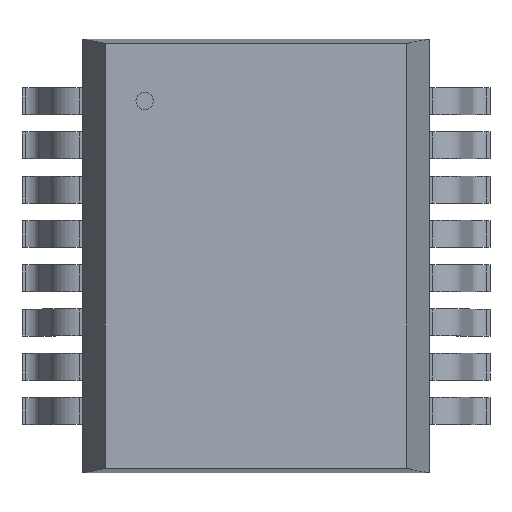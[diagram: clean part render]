
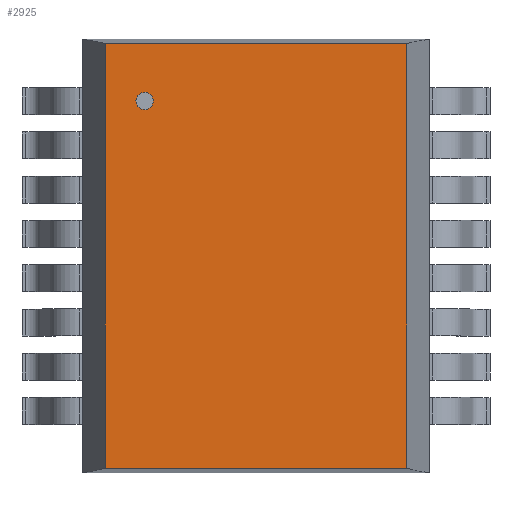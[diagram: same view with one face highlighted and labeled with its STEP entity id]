
A CAD part, top view. The second image highlights one B-rep face of the part: STEP entity #2925.
In plain terms, the highlighted planar face has unit normal (0, 0, 1).
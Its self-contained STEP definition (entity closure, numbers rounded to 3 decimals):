
#2925 = ADVANCED_FACE('',(#2926),#2940,.T.);
#2926 = FACE_BOUND('',#2927,.T.);
#2927 = EDGE_LOOP('',(#2928,#2963,#2991,#3019));
#2928 = ORIENTED_EDGE('',*,*,#2929,.F.);
#2929 = EDGE_CURVE('',#2930,#2932,#2934,.T.);
#2930 = VERTEX_POINT('',#2931);
#2931 = CARTESIAN_POINT('',(1.702,-2.4,1.702));
#2932 = VERTEX_POINT('',#2933);
#2933 = CARTESIAN_POINT('',(-1.702,-2.4,1.702));
#2934 = SURFACE_CURVE('',#2935,(#2939,#2951),.PCURVE_S1.);
#2935 = LINE('',#2936,#2937);
#2936 = CARTESIAN_POINT('',(1.702,-2.4,1.702));
#2937 = VECTOR('',#2938,1.);
#2938 = DIRECTION('',(-1.,0.,0.));
#2939 = PCURVE('',#2940,#2945);
#2940 = PLANE('',#2941);
#2941 = AXIS2_PLACEMENT_3D('',#2942,#2943,#2944);
#2942 = CARTESIAN_POINT('',(-1.702,-2.4,1.702));
#2943 = DIRECTION('',(0.,0.,1.));
#2944 = DIRECTION('',(0.,1.,0.));
#2945 = DEFINITIONAL_REPRESENTATION('',(#2946),#2950);
#2946 = LINE('',#2947,#2948);
#2947 = CARTESIAN_POINT('',(0.,-3.404));
#2948 = VECTOR('',#2949,1.);
#2949 = DIRECTION('',(0.,1.));
#2950 = ( GEOMETRIC_REPRESENTATION_CONTEXT(2) 
PARAMETRIC_REPRESENTATION_CONTEXT() REPRESENTATION_CONTEXT('2D SPACE',''
  ) );
#2951 = PCURVE('',#2952,#2957);
#2952 = PLANE('',#2953);
#2953 = AXIS2_PLACEMENT_3D('',#2954,#2955,#2956);
#2954 = CARTESIAN_POINT('',(-1.956,-2.451,0.993));
#2955 = DIRECTION('',(0.,-0.997,0.072));
#2956 = DIRECTION('',(0.,0.072,0.997));
#2957 = DEFINITIONAL_REPRESENTATION('',(#2958),#2962);
#2958 = LINE('',#2959,#2960);
#2959 = CARTESIAN_POINT('',(0.711,-3.658));
#2960 = VECTOR('',#2961,1.);
#2961 = DIRECTION('',(0.,1.));
#2962 = ( GEOMETRIC_REPRESENTATION_CONTEXT(2) 
PARAMETRIC_REPRESENTATION_CONTEXT() REPRESENTATION_CONTEXT('2D SPACE',''
  ) );
#2963 = ORIENTED_EDGE('',*,*,#2964,.F.);
#2964 = EDGE_CURVE('',#2965,#2930,#2967,.T.);
#2965 = VERTEX_POINT('',#2966);
#2966 = CARTESIAN_POINT('',(1.702,2.4,1.702));
#2967 = SURFACE_CURVE('',#2968,(#2972,#2979),.PCURVE_S1.);
#2968 = LINE('',#2969,#2970);
#2969 = CARTESIAN_POINT('',(1.702,2.4,1.702));
#2970 = VECTOR('',#2971,1.);
#2971 = DIRECTION('',(0.,-1.,0.));
#2972 = PCURVE('',#2940,#2973);
#2973 = DEFINITIONAL_REPRESENTATION('',(#2974),#2978);
#2974 = LINE('',#2975,#2976);
#2975 = CARTESIAN_POINT('',(4.8,-3.404));
#2976 = VECTOR('',#2977,1.);
#2977 = DIRECTION('',(-1.,0.));
#2978 = ( GEOMETRIC_REPRESENTATION_CONTEXT(2) 
PARAMETRIC_REPRESENTATION_CONTEXT() REPRESENTATION_CONTEXT('2D SPACE',''
  ) );
#2979 = PCURVE('',#2980,#2985);
#2980 = PLANE('',#2981);
#2981 = AXIS2_PLACEMENT_3D('',#2982,#2983,#2984);
#2982 = CARTESIAN_POINT('',(1.956,-2.451,0.993));
#2983 = DIRECTION('',(0.941,0.,0.337));
#2984 = DIRECTION('',(-0.337,0.,0.941));
#2985 = DEFINITIONAL_REPRESENTATION('',(#2986),#2990);
#2986 = LINE('',#2987,#2988);
#2987 = CARTESIAN_POINT('',(0.753,-4.851));
#2988 = VECTOR('',#2989,1.);
#2989 = DIRECTION('',(0.,1.));
#2990 = ( GEOMETRIC_REPRESENTATION_CONTEXT(2) 
PARAMETRIC_REPRESENTATION_CONTEXT() REPRESENTATION_CONTEXT('2D SPACE',''
  ) );
#2991 = ORIENTED_EDGE('',*,*,#2992,.F.);
#2992 = EDGE_CURVE('',#2993,#2965,#2995,.T.);
#2993 = VERTEX_POINT('',#2994);
#2994 = CARTESIAN_POINT('',(-1.702,2.4,1.702));
#2995 = SURFACE_CURVE('',#2996,(#3000,#3007),.PCURVE_S1.);
#2996 = LINE('',#2997,#2998);
#2997 = CARTESIAN_POINT('',(-1.702,2.4,1.702));
#2998 = VECTOR('',#2999,1.);
#2999 = DIRECTION('',(1.,0.,0.));
#3000 = PCURVE('',#2940,#3001);
#3001 = DEFINITIONAL_REPRESENTATION('',(#3002),#3006);
#3002 = LINE('',#3003,#3004);
#3003 = CARTESIAN_POINT('',(4.8,0.));
#3004 = VECTOR('',#3005,1.);
#3005 = DIRECTION('',(0.,-1.));
#3006 = ( GEOMETRIC_REPRESENTATION_CONTEXT(2) 
PARAMETRIC_REPRESENTATION_CONTEXT() REPRESENTATION_CONTEXT('2D SPACE',''
  ) );
#3007 = PCURVE('',#3008,#3013);
#3008 = PLANE('',#3009);
#3009 = AXIS2_PLACEMENT_3D('',#3010,#3011,#3012);
#3010 = CARTESIAN_POINT('',(1.956,2.451,0.993));
#3011 = DIRECTION('',(0.,0.997,0.072));
#3012 = DIRECTION('',(0.,-0.072,0.997));
#3013 = DEFINITIONAL_REPRESENTATION('',(#3014),#3018);
#3014 = LINE('',#3015,#3016);
#3015 = CARTESIAN_POINT('',(0.711,-3.658));
#3016 = VECTOR('',#3017,1.);
#3017 = DIRECTION('',(0.,1.));
#3018 = ( GEOMETRIC_REPRESENTATION_CONTEXT(2) 
PARAMETRIC_REPRESENTATION_CONTEXT() REPRESENTATION_CONTEXT('2D SPACE',''
  ) );
#3019 = ORIENTED_EDGE('',*,*,#3020,.F.);
#3020 = EDGE_CURVE('',#2932,#2993,#3021,.T.);
#3021 = SURFACE_CURVE('',#3022,(#3026,#3033),.PCURVE_S1.);
#3022 = LINE('',#3023,#3024);
#3023 = CARTESIAN_POINT('',(-1.702,-2.4,1.702));
#3024 = VECTOR('',#3025,1.);
#3025 = DIRECTION('',(0.,1.,0.));
#3026 = PCURVE('',#2940,#3027);
#3027 = DEFINITIONAL_REPRESENTATION('',(#3028),#3032);
#3028 = LINE('',#3029,#3030);
#3029 = CARTESIAN_POINT('',(0.,0.));
#3030 = VECTOR('',#3031,1.);
#3031 = DIRECTION('',(1.,0.));
#3032 = ( GEOMETRIC_REPRESENTATION_CONTEXT(2) 
PARAMETRIC_REPRESENTATION_CONTEXT() REPRESENTATION_CONTEXT('2D SPACE',''
  ) );
#3033 = PCURVE('',#3034,#3039);
#3034 = PLANE('',#3035);
#3035 = AXIS2_PLACEMENT_3D('',#3036,#3037,#3038);
#3036 = CARTESIAN_POINT('',(-1.956,2.451,0.993));
#3037 = DIRECTION('',(-0.941,0.,0.337));
#3038 = DIRECTION('',(0.337,0.,0.941));
#3039 = DEFINITIONAL_REPRESENTATION('',(#3040),#3044);
#3040 = LINE('',#3041,#3042);
#3041 = CARTESIAN_POINT('',(0.753,-4.851));
#3042 = VECTOR('',#3043,1.);
#3043 = DIRECTION('',(0.,1.));
#3044 = ( GEOMETRIC_REPRESENTATION_CONTEXT(2) 
PARAMETRIC_REPRESENTATION_CONTEXT() REPRESENTATION_CONTEXT('2D SPACE',''
  ) );
